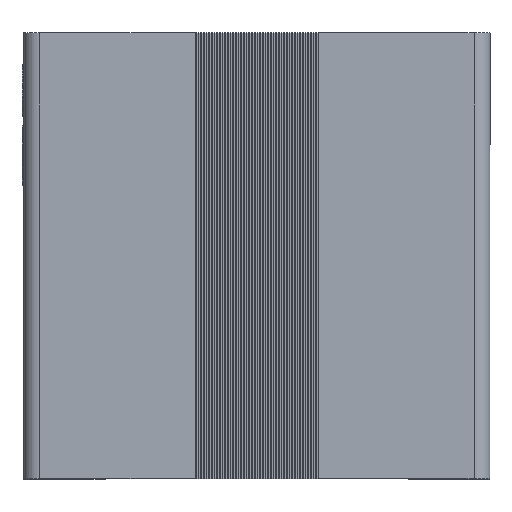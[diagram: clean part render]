
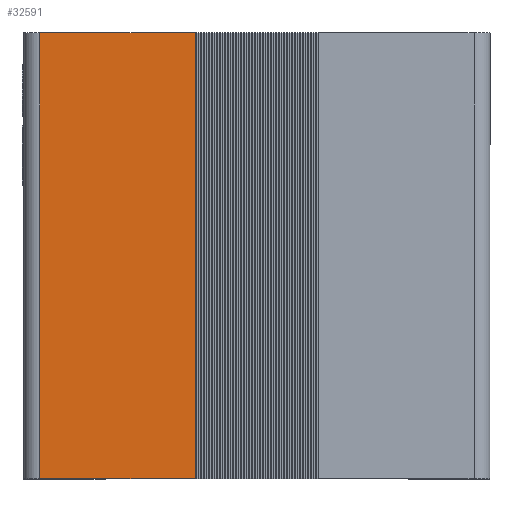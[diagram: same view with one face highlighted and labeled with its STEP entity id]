
A CAD part, top view. The second image highlights one B-rep face of the part: STEP entity #32591.
In plain terms, the highlighted planar face has unit normal (0, 0, 1).
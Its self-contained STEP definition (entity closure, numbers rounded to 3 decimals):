
#431 = EDGE_CURVE ( 'NONE', #31388, #31815, #13699, .T. ) ;
#1332 = LINE ( 'NONE', #12369, #14975 ) ;
#5138 = VERTEX_POINT ( 'NONE', #35085 ) ;
#8083 = EDGE_CURVE ( 'NONE', #25051, #31815, #1332, .T. ) ;
#8312 = VECTOR ( 'NONE', #19463, 1000. ) ;
#8405 = CARTESIAN_POINT ( 'NONE',  ( -1.46, -1.395, 2.033 ) ) ;
#10571 = EDGE_LOOP ( 'NONE', ( #29046, #29784, #20420, #21685 ) ) ;
#12369 = CARTESIAN_POINT ( 'NONE',  ( -0.385, 1.395, 2.033 ) ) ;
#13699 = LINE ( 'NONE', #8405, #8312 ) ;
#14786 = LINE ( 'NONE', #34073, #31225 ) ;
#14975 = VECTOR ( 'NONE', #34370, 1000. ) ;
#17785 = LINE ( 'NONE', #25941, #22167 ) ;
#19463 = DIRECTION ( 'NONE',  ( 1., 0., 0. ) ) ;
#20420 = ORIENTED_EDGE ( 'NONE', *, *, #431, .T. ) ;
#20785 = PLANE ( 'NONE',  #23905 ) ;
#21685 = ORIENTED_EDGE ( 'NONE', *, *, #8083, .F. ) ;
#22167 = VECTOR ( 'NONE', #34217, 1000. ) ;
#23905 = AXIS2_PLACEMENT_3D ( 'NONE', #32107, #32474, #29238 ) ;
#25051 = VERTEX_POINT ( 'NONE', #26359 ) ;
#25941 = CARTESIAN_POINT ( 'NONE',  ( -1.36, 0., 2.033 ) ) ;
#26359 = CARTESIAN_POINT ( 'NONE',  ( -0.385, 1.395, 2.033 ) ) ;
#27274 = CARTESIAN_POINT ( 'NONE',  ( -0.385, -1.395, 2.033 ) ) ;
#28701 = DIRECTION ( 'NONE',  ( -1., 0., 0. ) ) ;
#29046 = ORIENTED_EDGE ( 'NONE', *, *, #31099, .T. ) ;
#29238 = DIRECTION ( 'NONE',  ( -1., 0., 0. ) ) ;
#29784 = ORIENTED_EDGE ( 'NONE', *, *, #33684, .T. ) ;
#31099 = EDGE_CURVE ( 'NONE', #25051, #5138, #14786, .T. ) ;
#31225 = VECTOR ( 'NONE', #28701, 1000. ) ;
#31388 = VERTEX_POINT ( 'NONE', #35450 ) ;
#31815 = VERTEX_POINT ( 'NONE', #27274 ) ;
#32107 = CARTESIAN_POINT ( 'NONE',  ( 0., 0., 2.033 ) ) ;
#32474 = DIRECTION ( 'NONE',  ( 0., 0., -1. ) ) ;
#32591 = ADVANCED_FACE ( 'NONE', ( #34456 ), #20785, .F. ) ;
#33684 = EDGE_CURVE ( 'NONE', #5138, #31388, #17785, .T. ) ;
#34073 = CARTESIAN_POINT ( 'NONE',  ( -1.46, 1.395, 2.033 ) ) ;
#34217 = DIRECTION ( 'NONE',  ( 0., -1., 0. ) ) ;
#34370 = DIRECTION ( 'NONE',  ( 0., -1., 0. ) ) ;
#34456 = FACE_OUTER_BOUND ( 'NONE', #10571, .T. ) ;
#35085 = CARTESIAN_POINT ( 'NONE',  ( -1.36, 1.395, 2.033 ) ) ;
#35450 = CARTESIAN_POINT ( 'NONE',  ( -1.36, -1.395, 2.033 ) ) ;
